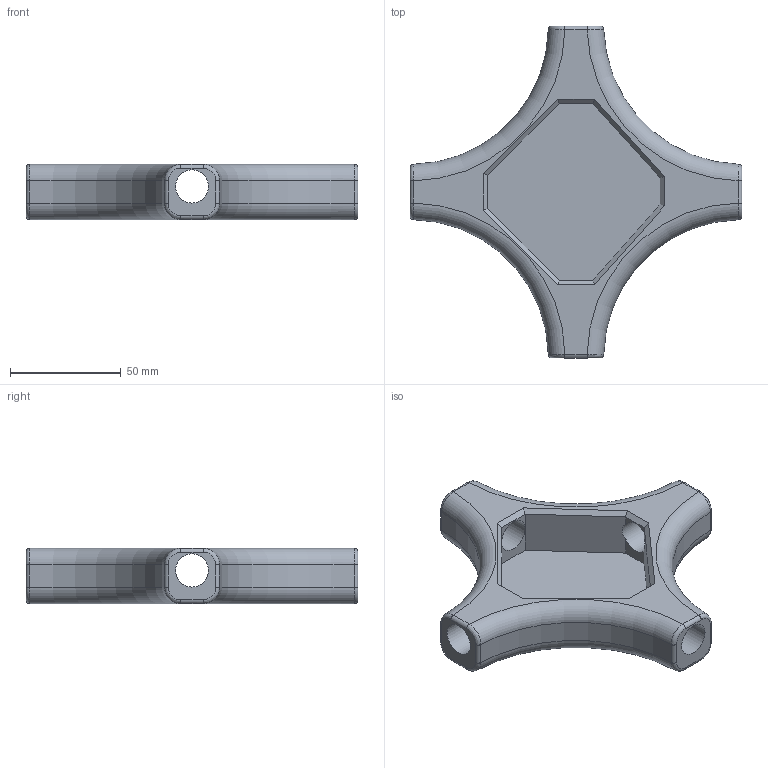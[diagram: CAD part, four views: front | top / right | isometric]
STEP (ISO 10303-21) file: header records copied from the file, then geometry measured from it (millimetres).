
FILE_DESCRIPTION(('FreeCAD Model'),'2;1');
FILE_NAME('Open CASCADE Shape Model','2025-11-08T19:22:05',('Author'),( ''),'Open CASCADE STEP processor 7.8','FreeCAD','Unknown');
FILE_SCHEMA(('AUTOMOTIVE_DESIGN { 1 0 10303 214 1 1 1 1 }'));
Length unit declared in the file: millimetre
Products named in the file (1): Fillet001
Bounding box: 150 x 150 x 25 mm (x, y, z)
Volume: 128437.8 mm3; surface area: 40104.9 mm2
Topology: 1 solids, 1 shells, 75 faces, 179 edges, 103 vertices
Faces by surface type: plane 27, cylinder 24, bspline 16, torus 8
Full cylindrical faces by diameter (mm): 15 x4
Entity records: 3030 total; most frequent: CARTESIAN_POINT 1434, ORIENTED_EDGE 358, DIRECTION 306, EDGE_CURVE 179, AXIS2_PLACEMENT_3D 111, VERTEX_POINT 103, LINE 84, VECTOR 84
